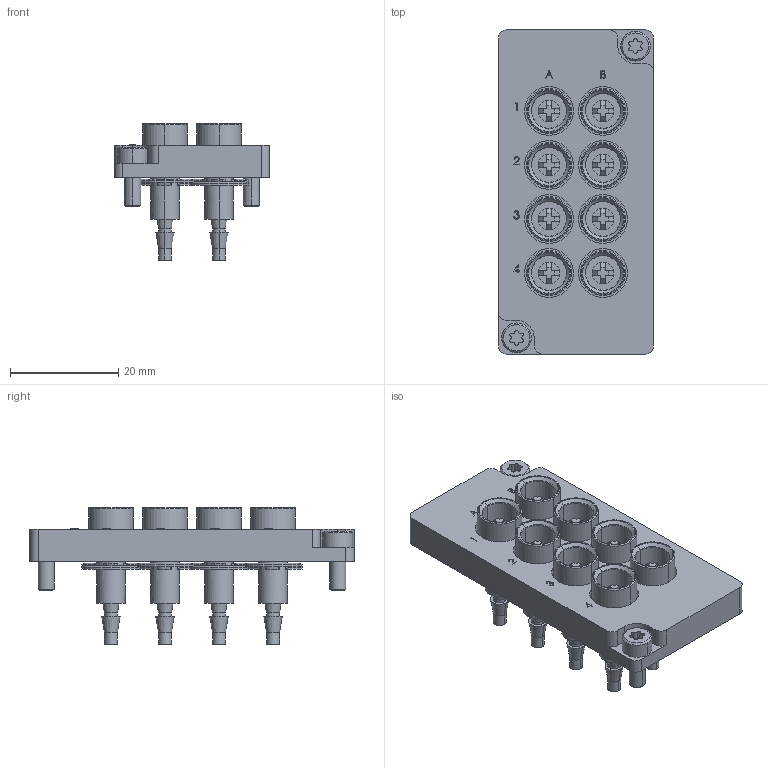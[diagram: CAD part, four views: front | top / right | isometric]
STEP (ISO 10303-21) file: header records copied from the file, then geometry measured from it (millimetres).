
FILE_DESCRIPTION (( 'STEP AP214' ), '1' );
FILE_NAME ('INGUN_37820.STEP', '2023-01-17T13:25:49', ( '' ), ( '' ), 'SwSTEP 2.0', 'SolidWorks 2021', '' );
FILE_SCHEMA (( 'AUTOMOTIVE_DESIGN' ));
Length unit declared in the file: millimetre
Products named in the file (7): 37819~0_S; INGUN_37820; DIN912~n_M03,0x008; INFO_4599~0_SBP-T_Kontaktierung-Seite<S>; 37822~2; 37822~2_S; 45209~0_S
Assembly tree (21 placements, depth 3):
  INGUN_37820
    37822~2_S
      37822~2
      INFO_4599~0_SBP-T_Kontaktierung-Seite<S>
    37819~0_S  x8
    DIN912~n_M03,0x008  x2
    45209~0_S  x8
Bounding box: 28.7 x 60 x 25.3 mm (x, y, z)
Volume: 11526.4 mm3; surface area: 13598 mm2
Topology: 33 solids, 33 shells, 1237 faces, 3165 edges, 2078 vertices
Faces by surface type: plane 656, cylinder 296, cone 224, torus 32, bspline 29
Entity records: 11862 total; most frequent: CARTESIAN_POINT 3559, ORIENTED_EDGE 1596, DIRECTION 1565, EDGE_CURVE 798, AXIS2_PLACEMENT_3D 561, VERTEX_POINT 527, LINE 443, VECTOR 443
